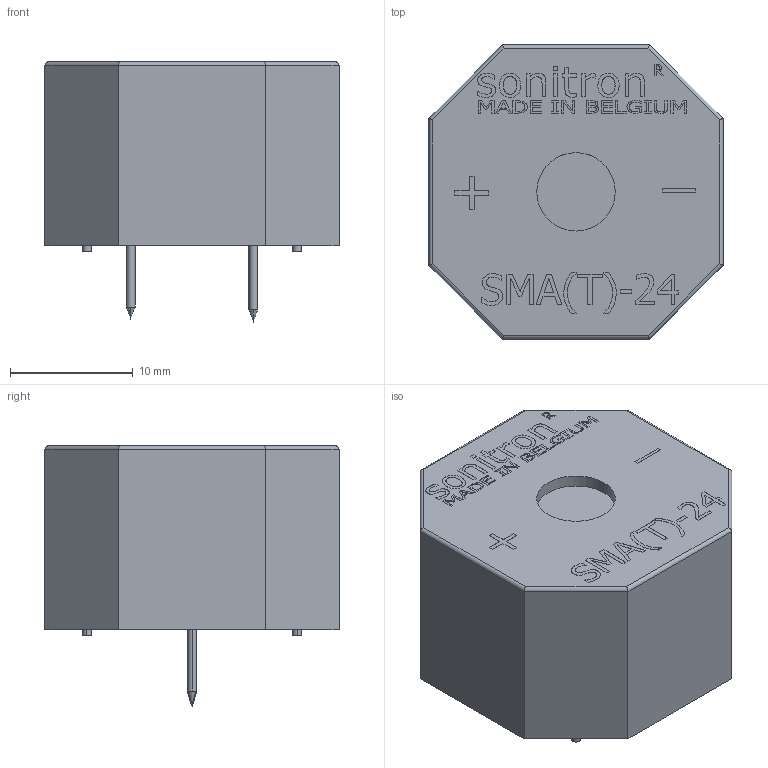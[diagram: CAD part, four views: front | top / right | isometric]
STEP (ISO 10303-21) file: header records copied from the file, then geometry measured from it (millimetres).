
FILE_DESCRIPTION (( 'STEP AP214' ), '1' );
FILE_NAME ('SMAT-24.STEP', '2014-07-15T14:37:00', ( '' ), ( '' ), 'SwSTEP 2.0', 'SolidWorks 2014', '' );
FILE_SCHEMA (( 'AUTOMOTIVE_DESIGN' ));
Length unit declared in the file: millimetre
Products named in the file (6): 23709_05; 23709_04; 23709_03; 23709_02; 23709_01; SMAT-24
Assembly tree (5 placements, depth 2):
  SMAT-24
    23709_01
    23709_02
    23709_03
    23709_04
    23709_05
Bounding box: 24 x 24 x 21.25 mm (x, y, z)
Volume: 2212 mm3; surface area: 4989.6 mm2
Topology: 5 solids, 5 shells, 537 faces, 1414 edges, 938 vertices
Faces by surface type: plane 344, bspline 147, cylinder 46
Entity records: 22298 total; most frequent: CARTESIAN_POINT 4772, ORIENTED_EDGE 2820, DIRECTION 1992, EDGE_CURVE 1410, LINE 1036, VECTOR 1036, VERTEX_POINT 938, EDGE_LOOP 598
